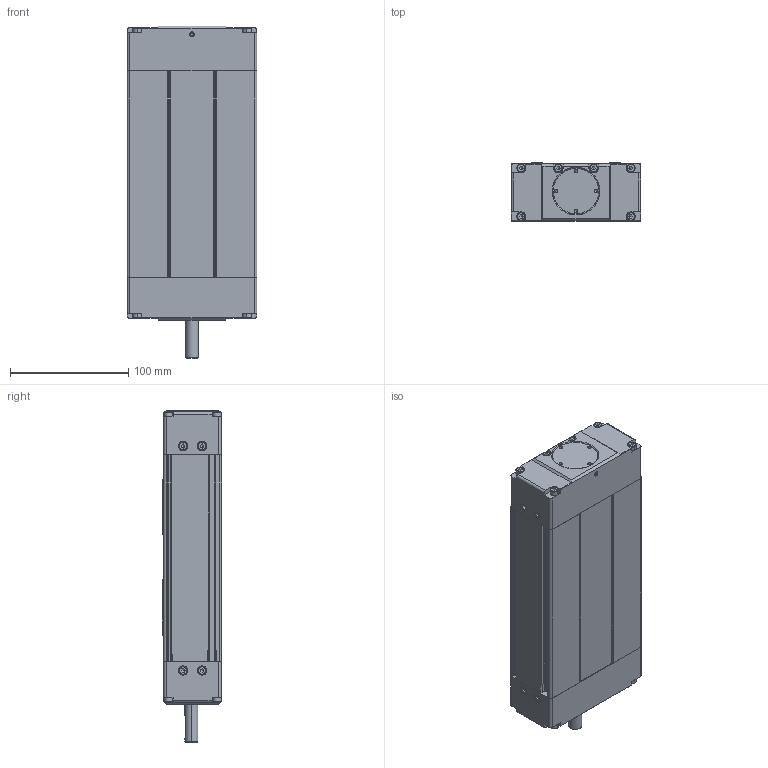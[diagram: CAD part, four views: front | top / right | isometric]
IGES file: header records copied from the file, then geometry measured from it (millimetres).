
Global section: file name: No Iges File Name specified; native system: Autodesk Inventor 2011; preprocessor: AutoDesk Inventor Iges Exporter R2011; author: user; date: 20101008.124110; units: millimetre
Bounding box: 110 x 50 x 281 mm (x, y, z)
Volume: 1267281.1 mm3; surface area: 152799.7 mm2
Topology: 5 solids, 15 shells, 783 faces, 2146 edges, 1399 vertices
Faces by surface type: plane 333, bspline 158, cylinder 122, revolution 118, torus 44, cone 8
